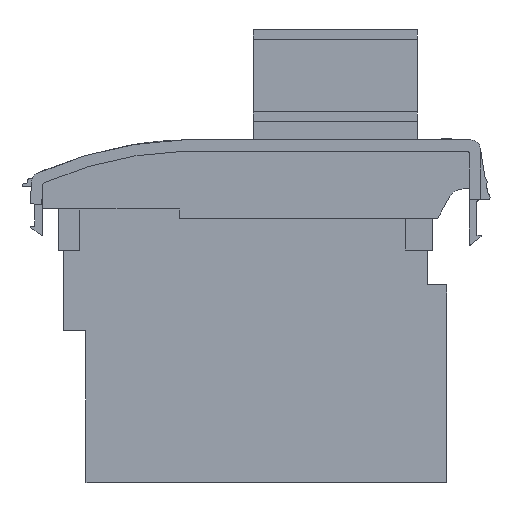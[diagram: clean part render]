
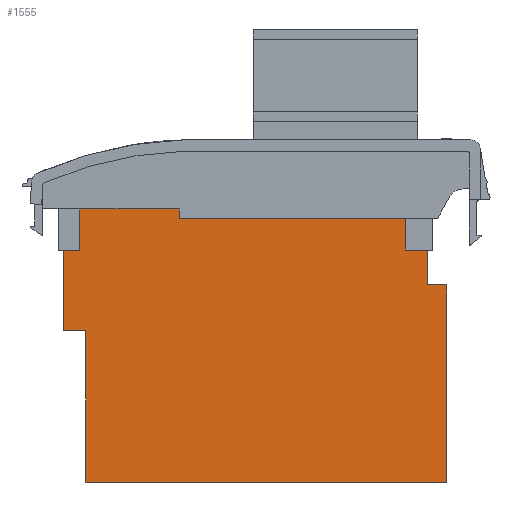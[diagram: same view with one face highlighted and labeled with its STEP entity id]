
A CAD part, left-side view. The second image highlights one B-rep face of the part: STEP entity #1555.
In plain terms, the highlighted planar face has unit normal (-1, 0, 0).
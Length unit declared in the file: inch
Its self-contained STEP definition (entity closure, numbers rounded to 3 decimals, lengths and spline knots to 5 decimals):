
#547 = CARTESIAN_POINT ( 'NONE',  ( 1.4527, 3.84348, -1.0777 ) ) ;
#1385 = VERTEX_POINT ( 'NONE', #4310 ) ;
#1548 = ORIENTED_EDGE ( 'NONE', *, *, #14972, .F. ) ;
#1550 = ORIENTED_EDGE ( 'NONE', *, *, #1945, .F. ) ;
#1551 = VERTEX_POINT ( 'NONE', #4852 ) ;
#1552 = EDGE_CURVE ( 'NONE', #1551, #1944, #4850, .T. ) ;
#1553 = ORIENTED_EDGE ( 'NONE', *, *, #1942, .F. ) ;
#1554 = EDGE_LOOP ( 'NONE', ( #1557, #1550, #1553, #1625, #1626, #1548, #1627, #1605, #1606, #1612, #1610, #1611 ) ) ;
#1555 = ADVANCED_FACE ( 'NONE', ( #4846 ), #4879, .T. ) ;
#1557 = ORIENTED_EDGE ( 'NONE', *, *, #1552, .T. ) ;
#1605 = ORIENTED_EDGE ( 'NONE', *, *, #3361, .F. ) ;
#1606 = ORIENTED_EDGE ( 'NONE', *, *, #14960, .F. ) ;
#1610 = ORIENTED_EDGE ( 'NONE', *, *, #15176, .F. ) ;
#1611 = ORIENTED_EDGE ( 'NONE', *, *, #1622, .F. ) ;
#1612 = ORIENTED_EDGE ( 'NONE', *, *, #14818, .F. ) ;
#1622 = EDGE_CURVE ( 'NONE', #1551, #2774, #5003, .T. ) ;
#1625 = ORIENTED_EDGE ( 'NONE', *, *, #1982, .F. ) ;
#1626 = ORIENTED_EDGE ( 'NONE', *, *, #15103, .F. ) ;
#1627 = ORIENTED_EDGE ( 'NONE', *, *, #1991, .F. ) ;
#1937 = VERTEX_POINT ( 'NONE', #6590 ) ;
#1942 = EDGE_CURVE ( 'NONE', #1937, #1948, #6588, .T. ) ;
#1944 = VERTEX_POINT ( 'NONE', #6580 ) ;
#1945 = EDGE_CURVE ( 'NONE', #1948, #1944, #6576, .T. ) ;
#1948 = VERTEX_POINT ( 'NONE', #6853 ) ;
#1982 = EDGE_CURVE ( 'NONE', #2634, #1937, #6993, .T. ) ;
#1991 = EDGE_CURVE ( 'NONE', #15964, #1385, #6936, .T. ) ;
#2634 = VERTEX_POINT ( 'NONE', #12519 ) ;
#2774 = VERTEX_POINT ( 'NONE', #12827 ) ;
#3359 = VERTEX_POINT ( 'NONE', #14049 ) ;
#3361 = EDGE_CURVE ( 'NONE', #3359, #15964, #14048, .T. ) ;
#4310 = CARTESIAN_POINT ( 'NONE',  ( 1.4527, 3.84348, -0.0777 ) ) ;
#4846 = FACE_OUTER_BOUND ( 'NONE', #1554, .T. ) ;
#4847 = DIRECTION ( 'NONE',  ( 0., 0., 1. ) ) ;
#4848 = VECTOR ( 'NONE', #4847, 39.37008 ) ;
#4849 = CARTESIAN_POINT ( 'NONE',  ( 1.4527, 1.73848, 0.4523 ) ) ;
#4850 = LINE ( 'NONE', #4849, #4848 ) ;
#4852 = CARTESIAN_POINT ( 'NONE',  ( 1.4527, 1.73848, 0.4523 ) ) ;
#4875 = DIRECTION ( 'NONE',  ( 0., 0., 1. ) ) ;
#4876 = DIRECTION ( 'NONE',  ( -1., 0., 0. ) ) ;
#4877 = CARTESIAN_POINT ( 'NONE',  ( 1.4527, 3.84348, -1.0777 ) ) ;
#4878 = AXIS2_PLACEMENT_3D ( 'NONE', #4877, #4876, #4875 ) ;
#4879 = PLANE ( 'NONE',  #4878 ) ;
#5000 = DIRECTION ( 'NONE',  ( 0., -1., 0. ) ) ;
#5001 = VECTOR ( 'NONE', #5000, 39.37008 ) ;
#5002 = CARTESIAN_POINT ( 'NONE',  ( 1.4527, 3.84348, 0.4523 ) ) ;
#5003 = LINE ( 'NONE', #5002, #5001 ) ;
#6573 = DIRECTION ( 'NONE',  ( 0., -1., 0. ) ) ;
#6574 = VECTOR ( 'NONE', #6573, 39.37008 ) ;
#6575 = CARTESIAN_POINT ( 'NONE',  ( 1.4527, 1.52916, 0.6623 ) ) ;
#6576 = LINE ( 'NONE', #6575, #6574 ) ;
#6580 = CARTESIAN_POINT ( 'NONE',  ( 1.4527, 1.73848, 0.6623 ) ) ;
#6585 = DIRECTION ( 'NONE',  ( 0., 0., -1. ) ) ;
#6586 = VECTOR ( 'NONE', #6585, 39.37008 ) ;
#6587 = CARTESIAN_POINT ( 'NONE',  ( 1.4527, 3.22916, 0.6623 ) ) ;
#6588 = LINE ( 'NONE', #6587, #6586 ) ;
#6590 = CARTESIAN_POINT ( 'NONE',  ( 1.4527, 3.22916, 0.7223 ) ) ;
#6853 = CARTESIAN_POINT ( 'NONE',  ( 1.4527, 3.22916, 0.6623 ) ) ;
#6933 = DIRECTION ( 'NONE',  ( 0., 0., 1. ) ) ;
#6934 = VECTOR ( 'NONE', #6933, 39.37008 ) ;
#6935 = CARTESIAN_POINT ( 'NONE',  ( 1.4527, 3.84348, -0.0777 ) ) ;
#6936 = LINE ( 'NONE', #6935, #6934 ) ;
#6980 = DIRECTION ( 'NONE',  ( 0., -1., 0. ) ) ;
#6982 = VECTOR ( 'NONE', #6980, 39.37008 ) ;
#6984 = CARTESIAN_POINT ( 'NONE',  ( 1.4527, 3.22916, 0.7223 ) ) ;
#6993 = LINE ( 'NONE', #6984, #6982 ) ;
#8537 = DIRECTION ( 'NONE',  ( 0., -1., 0. ) ) ;
#8539 = VECTOR ( 'NONE', #8537, 39.37008 ) ;
#8541 = CARTESIAN_POINT ( 'NONE',  ( 1.4527, 1.46848, 0.2223 ) ) ;
#8542 = LINE ( 'NONE', #8541, #8539 ) ;
#8890 = CARTESIAN_POINT ( 'NONE',  ( 1.4527, 3.99348, -0.0777 ) ) ;
#8955 = DIRECTION ( 'NONE',  ( 0., 0., -1. ) ) ;
#8956 = VECTOR ( 'NONE', #8955, 39.37008 ) ;
#8957 = CARTESIAN_POINT ( 'NONE',  ( 1.4527, 1.46848, 0.2223 ) ) ;
#8958 = LINE ( 'NONE', #8957, #8956 ) ;
#9123 = DIRECTION ( 'NONE',  ( 0., 1., 0. ) ) ;
#9125 = VECTOR ( 'NONE', #9123, 39.37008 ) ;
#9126 = CARTESIAN_POINT ( 'NONE',  ( 1.4527, 3.99348, -0.0777 ) ) ;
#9131 = LINE ( 'NONE', #9126, #9125 ) ;
#9774 = DIRECTION ( 'NONE',  ( 0., 0., 1. ) ) ;
#9775 = VECTOR ( 'NONE', #9774, 39.37008 ) ;
#9776 = CARTESIAN_POINT ( 'NONE',  ( 1.4527, 3.99348, 0.9523 ) ) ;
#9783 = LINE ( 'NONE', #9776, #9775 ) ;
#9797 = CARTESIAN_POINT ( 'NONE',  ( 1.4527, 1.46848, 0.2223 ) ) ;
#9908 = CARTESIAN_POINT ( 'NONE',  ( 1.4527, 1.59848, 0.2223 ) ) ;
#9963 = DIRECTION ( 'NONE',  ( 0., 0., -1. ) ) ;
#9964 = VECTOR ( 'NONE', #9963, 39.37008 ) ;
#9965 = CARTESIAN_POINT ( 'NONE',  ( 1.4527, 1.59848, 0.2223 ) ) ;
#9966 = LINE ( 'NONE', #9965, #9964 ) ;
#12519 = CARTESIAN_POINT ( 'NONE',  ( 1.4527, 3.99348, 0.7223 ) ) ;
#12827 = CARTESIAN_POINT ( 'NONE',  ( 1.4527, 1.59848, 0.4523 ) ) ;
#14045 = DIRECTION ( 'NONE',  ( 0., 1., 0. ) ) ;
#14046 = VECTOR ( 'NONE', #14045, 39.37008 ) ;
#14047 = CARTESIAN_POINT ( 'NONE',  ( 1.4527, 1.46848, -1.0777 ) ) ;
#14048 = LINE ( 'NONE', #14047, #14046 ) ;
#14049 = CARTESIAN_POINT ( 'NONE',  ( 1.4527, 1.46848, -1.0777 ) ) ;
#14818 = EDGE_CURVE ( 'NONE', #15173, #15116, #8542, .T. ) ;
#14941 = VERTEX_POINT ( 'NONE', #8890 ) ;
#14960 = EDGE_CURVE ( 'NONE', #15116, #3359, #8958, .T. ) ;
#14972 = EDGE_CURVE ( 'NONE', #1385, #14941, #9131, .T. ) ;
#15103 = EDGE_CURVE ( 'NONE', #14941, #2634, #9783, .T. ) ;
#15116 = VERTEX_POINT ( 'NONE', #9797 ) ;
#15173 = VERTEX_POINT ( 'NONE', #9908 ) ;
#15176 = EDGE_CURVE ( 'NONE', #2774, #15173, #9966, .T. ) ;
#15964 = VERTEX_POINT ( 'NONE', #547 ) ;
